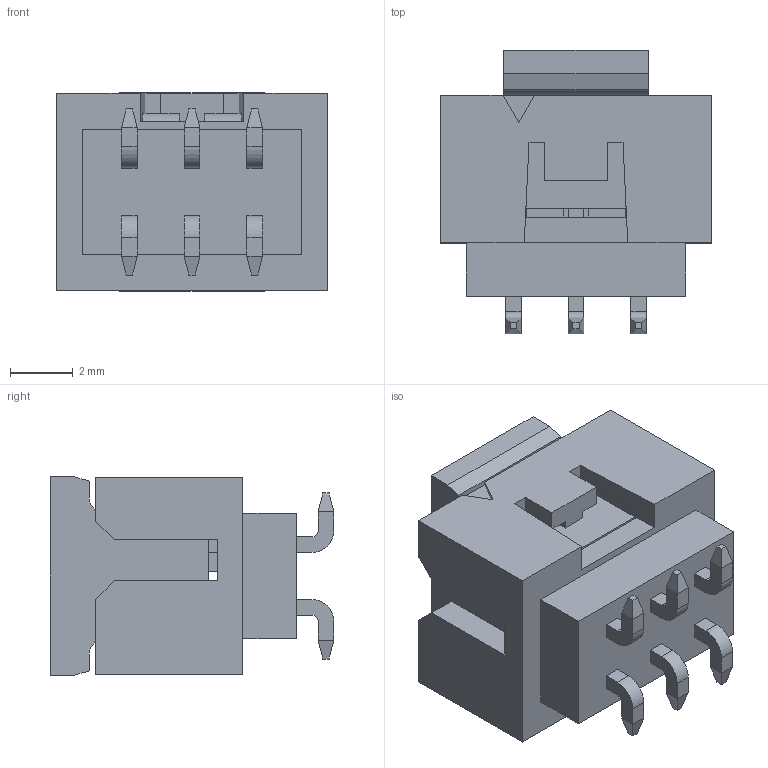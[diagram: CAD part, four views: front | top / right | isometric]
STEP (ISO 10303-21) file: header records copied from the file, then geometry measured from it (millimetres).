
FILE_DESCRIPTION((''),'2;1');
FILE_NAME('878320628','2019-04-10T',('gga'),(''),'PRO/ENGINEER BY PARAMETRIC TECHNOLOGY CORPORATION, 2016010','PRO/ENGINEER BY PARAMETRIC TECHNOLOGY CORPORATION, 2016010','');
FILE_SCHEMA(('CONFIG_CONTROL_DESIGN'));
Length unit declared in the file: millimetre
Products named in the file (1): 878320628
Bounding box: 8.65 x 9.05 x 6.35 mm (x, y, z)
Volume: 268.1 mm3; surface area: 543.3 mm2
Topology: 1 solids, 1 shells, 192 faces, 539 edges, 356 vertices
Faces by surface type: plane 178, cylinder 14
Entity records: 6076 total; most frequent: CARTESIAN_POINT 1064, ORIENTED_EDGE 1030, DIRECTION 953, EDGE_CURVE 515, VECTOR 511, LINE 511, VERTEX_POINT 332, AXIS2_PLACEMENT_3D 221
